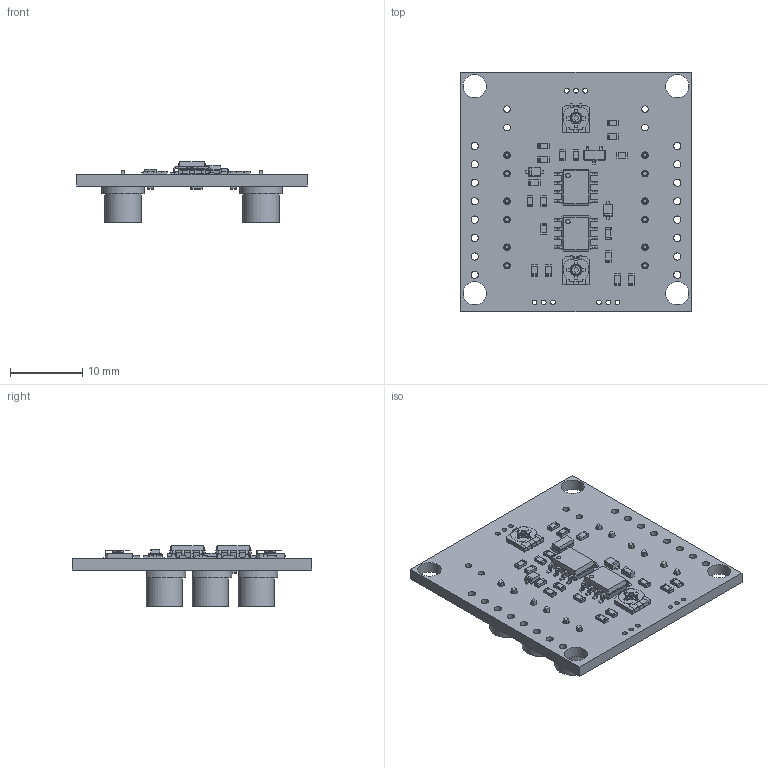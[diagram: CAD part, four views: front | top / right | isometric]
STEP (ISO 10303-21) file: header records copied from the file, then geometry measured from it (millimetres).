
FILE_DESCRIPTION(('FreeCAD Model'),'2;1');
FILE_NAME('Mu-Tron_II_LFO.step','2019-03-28T13:00:47', ('kicad StepUp'),('ksu MCAD'),'Open CASCADE STEP processor 7.2', 'FreeCAD','Unknown');
FILE_SCHEMA(('AUTOMOTIVE_DESIGN { 1 0 10303 214 1 1 1 1 }'));
Length unit declared in the file: millimetre
Products named in the file (1): Mu-Tron_II_LFO
Bounding box: 31.75 x 33.02 x 8.35 mm (x, y, z)
Volume: 2313.7 mm3; surface area: 3609.7 mm2
Topology: 1 solids, 1 shells, 1452 faces, 3993 edges, 2558 vertices
Faces by surface type: plane 880, cylinder 381, bspline 143, torus 48
Full cylindrical faces by diameter (mm): 0.6 x2, 0.65 x9, 0.9 x16, 1 x16, 3.2 x4
Entity records: 57737 total; most frequent: CARTESIAN_POINT 10411, ORIENTED_EDGE 7986, DIRECTION 7327, EDGE_CURVE 3993, LINE 2855, VECTOR 2855, VERTEX_POINT 2558, AXIS2_PLACEMENT_3D 2236
